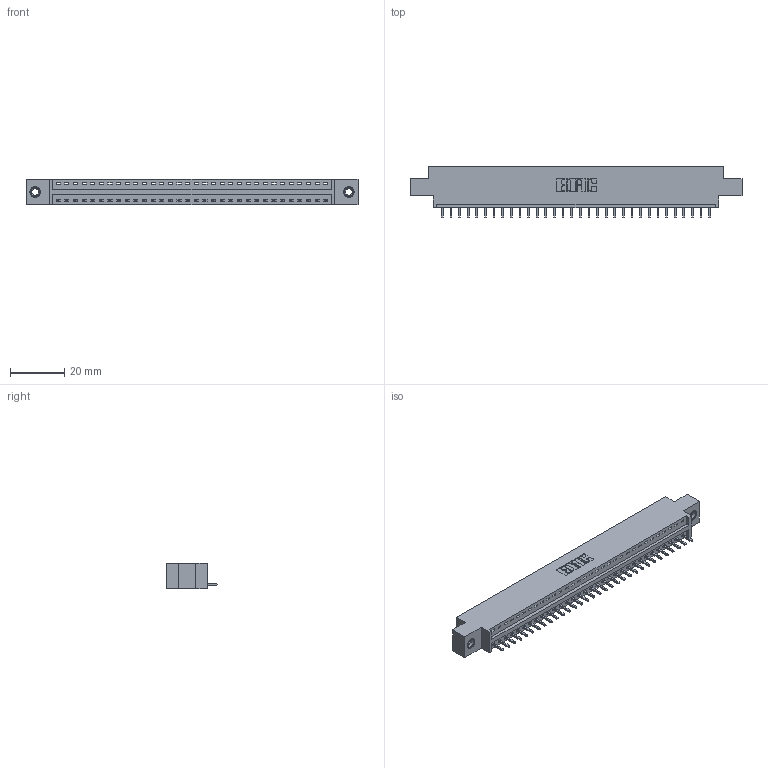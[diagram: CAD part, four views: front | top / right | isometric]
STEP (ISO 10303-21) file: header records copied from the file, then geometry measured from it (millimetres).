
FILE_DESCRIPTION (( 'STEP AP203' ), '1' );
FILE_NAME ('346-032-521-607.STEP', '2022-05-06T18:03:59', ( '' ), ( '' ), 'SwSTEP 2.0', 'SolidWorks 2020', '' );
FILE_SCHEMA (( 'CONFIG_CONTROL_DESIGN' ));
Length unit declared in the file: inch
Products named in the file (4): 345-250-001_345-250-005-103; 346-032-521-607; 346 Part_0.170 Offset - 0.156 Dia-TI; 345-292-001_345-293-121
Assembly tree (35 placements, depth 2):
  346-032-521-607
    346 Part_0.170 Offset - 0.156 Dia-TI
    345-292-001_345-293-121  x32
    345-250-001_345-250-005-103  x2
Bounding box: 122.17 x 19.05 x 9.4 mm (x, y, z)
Volume: 11366.7 mm3; surface area: 13931.8 mm2
Topology: 35 solids, 35 shells, 2042 faces, 6109 edges, 4022 vertices
Faces by surface type: plane 1392, cylinder 634, cone 12, torus 4
Entity records: 22542 total; most frequent: CARTESIAN_POINT 3851, ORIENTED_EDGE 3810, DIRECTION 3435, EDGE_CURVE 1905, LINE 1625, VECTOR 1625, VERTEX_POINT 1264, AXIS2_PLACEMENT_3D 905
